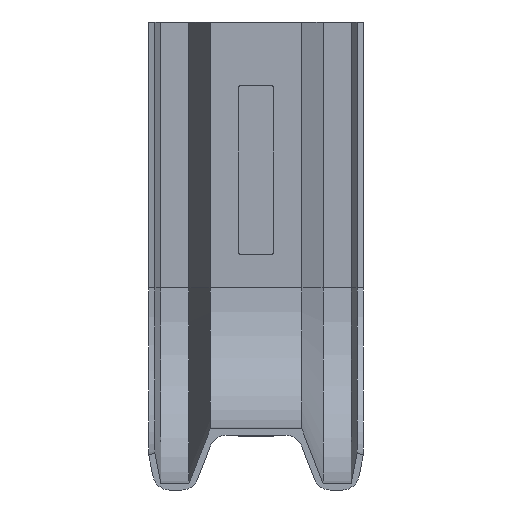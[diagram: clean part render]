
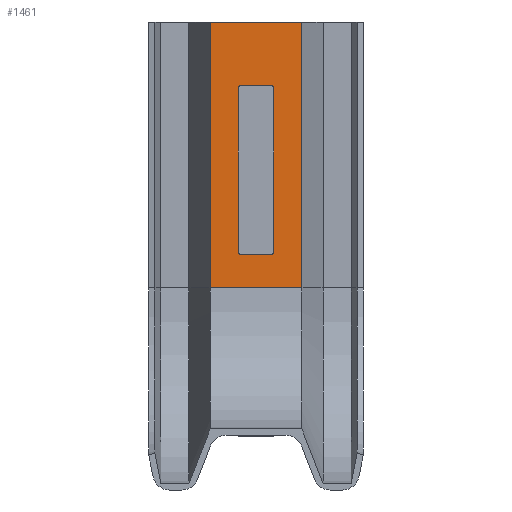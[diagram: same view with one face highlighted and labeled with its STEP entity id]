
A CAD part, front view. The second image highlights one B-rep face of the part: STEP entity #1461.
In plain terms, the highlighted planar face has unit normal (0, -1, -0.012).
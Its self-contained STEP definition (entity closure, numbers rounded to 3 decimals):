
#125=FACE_OUTER_BOUND('',#207,.T.);
#207=EDGE_LOOP('',(#1220,#1221,#1222,#1223));
#364=LINE('',#2341,#506);
#408=LINE('',#2495,#550);
#410=LINE('',#2499,#552);
#411=LINE('',#2500,#553);
#506=VECTOR('',#1841,1.);
#550=VECTOR('',#1949,1.);
#552=VECTOR('',#1953,1.);
#553=VECTOR('',#1954,1.);
#666=VERTEX_POINT('',#2338);
#667=VERTEX_POINT('',#2340);
#701=VERTEX_POINT('',#2491);
#702=VERTEX_POINT('',#2498);
#839=EDGE_CURVE('',#666,#667,#364,.T.);
#900=EDGE_CURVE('',#701,#666,#408,.T.);
#902=EDGE_CURVE('',#702,#701,#410,.T.);
#903=EDGE_CURVE('',#702,#667,#411,.T.);
#1220=ORIENTED_EDGE('',*,*,#902,.F.);
#1221=ORIENTED_EDGE('',*,*,#903,.T.);
#1222=ORIENTED_EDGE('',*,*,#839,.F.);
#1223=ORIENTED_EDGE('',*,*,#900,.F.);
#1389=PLANE('',#1599);
#1461=ADVANCED_FACE('',(#125),#1389,.T.);
#1599=AXIS2_PLACEMENT_3D('',#2497,#1951,#1952);
#1841=DIRECTION('',(1.,0.,0.));
#1949=DIRECTION('',(0.,-0.012,1.));
#1951=DIRECTION('center_axis',(0.,-1.,
-0.012));
#1952=DIRECTION('ref_axis',(1.,0.,0.));
#1953=DIRECTION('',(-1.,0.,0.));
#1954=DIRECTION('',(0.,-0.012,1.));
#2338=CARTESIAN_POINT('',(154.012,93.23,55.399));
#2340=CARTESIAN_POINT('',(175.784,93.23,55.399));
#2341=CARTESIAN_POINT('',(175.784,93.23,55.399));
#2491=CARTESIAN_POINT('',(154.012,93.997,-7.585));
#2495=CARTESIAN_POINT('',(154.012,93.997,-7.594));
#2497=CARTESIAN_POINT('Origin',(154.012,93.997,-7.594));
#2498=CARTESIAN_POINT('',(175.784,93.997,-7.585));
#2499=CARTESIAN_POINT('',(164.898,93.997,-7.585));
#2500=CARTESIAN_POINT('',(175.784,93.997,-7.594));
